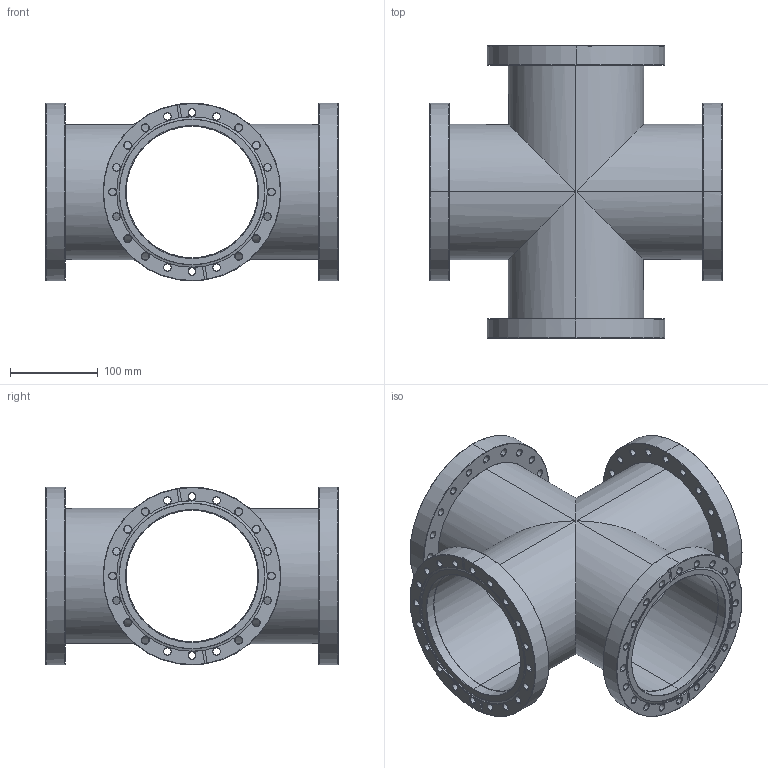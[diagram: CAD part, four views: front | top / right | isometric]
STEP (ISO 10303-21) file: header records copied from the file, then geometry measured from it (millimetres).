
FILE_DESCRIPTION (( 'STEP AP214' ), '1' );
FILE_NAME ('Hositrad_FX150-150-Cross.STEP', '2017-05-22T13:52:02', ( 'Gebruiker' ), ( '' ), 'SwSTEP 2.0', 'SolidWorks 2017', '' );
FILE_SCHEMA (( 'AUTOMOTIVE_DESIGN' ));
Length unit declared in the file: millimetre
Products named in the file (3): NW150CF-Weld_-154_CF150-154; Equal-4Way-Crosses-All_150-150; Hositrad_FX150-150-Cross
Assembly tree (5 placements, depth 2):
  Hositrad_FX150-150-Cross
    Equal-4Way-Crosses-All_150-150
    NW150CF-Weld_-154_CF150-154  x4
Bounding box: 333.4 x 333.4 x 202.4 mm (x, y, z)
Volume: 1520329.6 mm3; surface area: 658857.4 mm2
Topology: 5 solids, 5 shells, 628 faces, 1464 edges, 848 vertices
Faces by surface type: cone 372, cylinder 208, plane 48
Entity records: 5059 total; most frequent: DIRECTION 957, CARTESIAN_POINT 839, ORIENTED_EDGE 792, EDGE_CURVE 396, AXIS2_PLACEMENT_3D 393, VERTEX_POINT 227, EDGE_LOOP 219, CIRCLE 213
